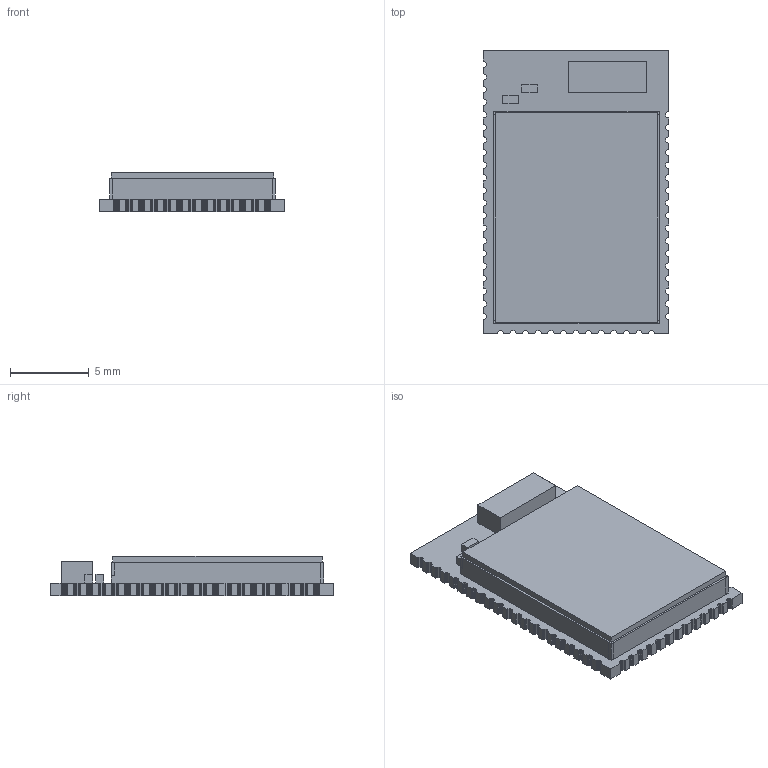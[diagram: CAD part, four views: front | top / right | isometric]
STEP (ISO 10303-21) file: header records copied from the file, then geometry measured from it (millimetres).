
FILE_DESCRIPTION(('Open CASCADE Model'),'2;1');
FILE_NAME('Open CASCADE Shape Model','2018-02-08T14:49:23',('Author'),( 'Open CASCADE'),'Open CASCADE STEP processor 6.2','Open CASCADE 6.2' ,'Unknown');
FILE_SCHEMA(('AUTOMOTIVE_DESIGN { 1 0 10303 214 1 1 1 1 }'));
Length unit declared in the file: millimetre
Products named in the file (52): PCB; Board; X1; 959116096; Extruded; L2; 965210528; L1; F1; 965210656; C16; 1065713200; C15; 965210784; C14; C13; C12; C11; C10; 965208352; C9; C8; C7; C6; C4; C2; U1; 959132352; C3; L3; ANT1; 965182368; L4; C5; SH1; 965207584; 965211424; 965211168; 965211040; 965210912
Assembly tree (67 placements, depth 4):
  PCB
    Board
    X1
      959116096
        Extruded
    L2
      965210528
        Extruded
    L1
      965210528
        Extruded
    F1
      965210656
        Extruded
    C16
      1065713200
        Extruded
    C15
      965210784
        Extruded
    C14
      965210784
        Extruded
    C13
      1065713200
        Extruded
    C12
      1065713200
        Extruded
    C11
      1065713200
        Extruded
    C10
      965208352
        Extruded
    C9
      1065713200
        Extruded
    C8
      1065713200
        Extruded
    C7
      965210784
        Extruded
    C6
      965210784
        Extruded
    C4
      965210784
        Extruded
    C2
      1065713200
        Extruded
    U1
      959132352
        Extruded
    C3
      965210784
        Extruded
    L3
Bounding box: 11.8 x 18 x 2.5 mm (x, y, z)
Volume: 270.4 mm3; surface area: 1104.9 mm2
Topology: 30 solids, 30 shells, 649 faces, 1767 edges, 1178 vertices
Faces by surface type: plane 649
Entity records: 39187 total; most frequent: CARTESIAN_POINT 6384, DIRECTION 5956, LINE 4716, VECTOR 4716, ORIENTED_EDGE 3144, PCURVE 3144, DEFINITIONAL_REPRESENTATION 3144, EDGE_CURVE 1572
